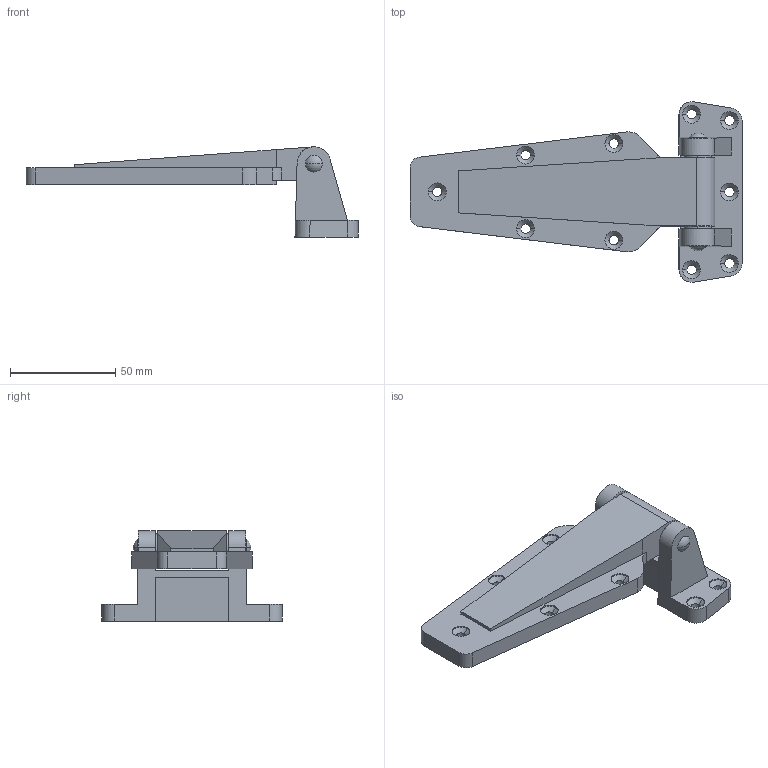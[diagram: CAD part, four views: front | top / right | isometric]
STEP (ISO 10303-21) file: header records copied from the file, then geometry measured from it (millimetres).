
FILE_DESCRIPTION (( 'STEP AP203' ), '1' );
FILE_NAME ('FB-758.STEP', '2022-06-23T07:01:05', ( '' ), ( '' ), 'SwSTEP 2.0', 'SolidWorks 2021', '' );
FILE_SCHEMA (( 'CONFIG_CONTROL_DESIGN' ));
Length unit declared in the file: millimetre
Products named in the file (5): FB-758; FB-758ヒンジ受_; FB-758僔儍僼僩__僇僔儊屻; FB-758スペーサー_; FB-758ヒンジ_
Assembly tree (5 placements, depth 2):
  FB-758
    FB-758ヒンジ受_
    FB-758ヒンジ_
    FB-758僔儍僼僩__僇僔儊屻
    FB-758スペーサー_  x2
Bounding box: 158 x 85.99 x 43 mm (x, y, z)
Volume: 97967.9 mm3; surface area: 31145.1 mm2
Topology: 5 solids, 5 shells, 132 faces, 322 edges, 202 vertices
Faces by surface type: cylinder 69, plane 39, cone 20, sphere 4
Entity records: 4329 total; most frequent: DIRECTION 696, CARTESIAN_POINT 668, ORIENTED_EDGE 620, EDGE_CURVE 310, AXIS2_PLACEMENT_3D 262, VERTEX_POINT 194, LINE 172, VECTOR 172
